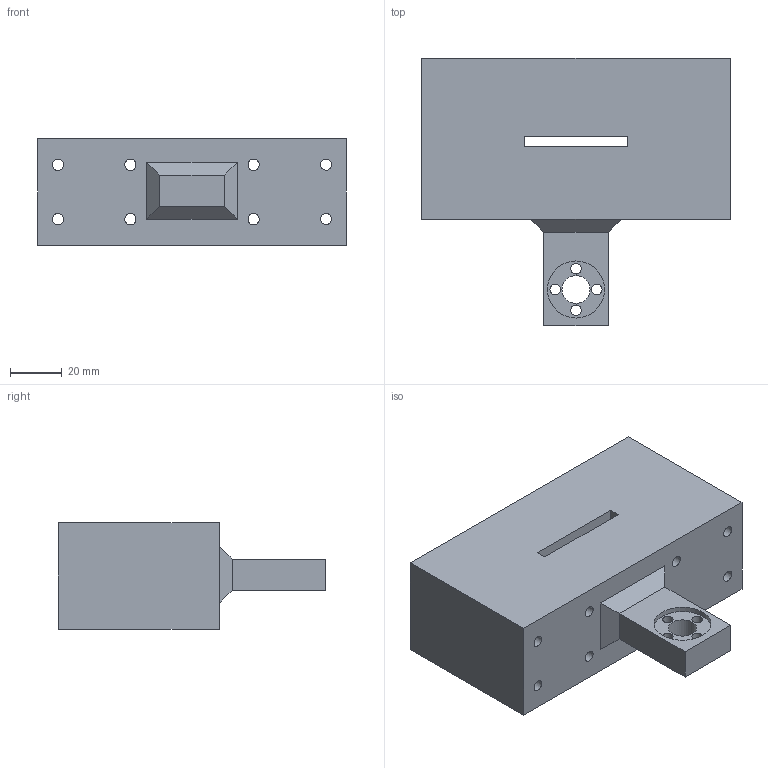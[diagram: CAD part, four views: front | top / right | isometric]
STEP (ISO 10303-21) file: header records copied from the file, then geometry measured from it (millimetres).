
FILE_DESCRIPTION(/* description */ (''),/* implementation_level */ '2;1');
FILE_NAME(/* name */ 'lead_screw_for_3d_v7.step',/* time_stamp */ '2024-01-28T17:52:13+05:30',/* author */ (''),/* organization */ (''),/* preprocessor_version */ 'ST-DEVELOPER v20',/* originating_system */ 'Autodesk Translation Framework v12.14.0.127',/* authorisation */ '');
FILE_SCHEMA (('AUTOMOTIVE_DESIGN { 1 0 10303 214 3 1 1 }'));
Length unit declared in the file: millimetre
Products named in the file (1): lead_screw_for_3d
Bounding box: 119.1 x 103 x 41 mm (x, y, z)
Volume: 277460.3 mm3; surface area: 49229.8 mm2
Topology: 1 solids, 1 shells, 56 faces, 143 edges, 94 vertices
Faces by surface type: plane 33, cylinder 23
Full cylindrical faces by diameter (mm): 4.1 x4, 4.3 x8, 9.5 x8, 10.8 x1, 22 x2
Entity records: 1818 total; most frequent: DIRECTION 315, CARTESIAN_POINT 294, ORIENTED_EDGE 286, EDGE_CURVE 143, AXIS2_PLACEMENT_3D 115, EDGE_LOOP 97, VERTEX_POINT 94, LINE 85
